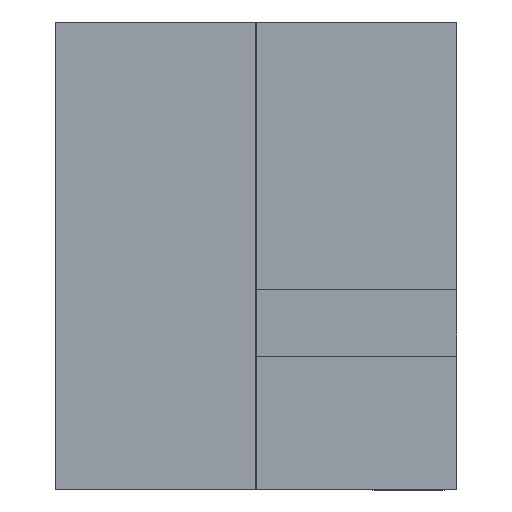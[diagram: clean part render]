
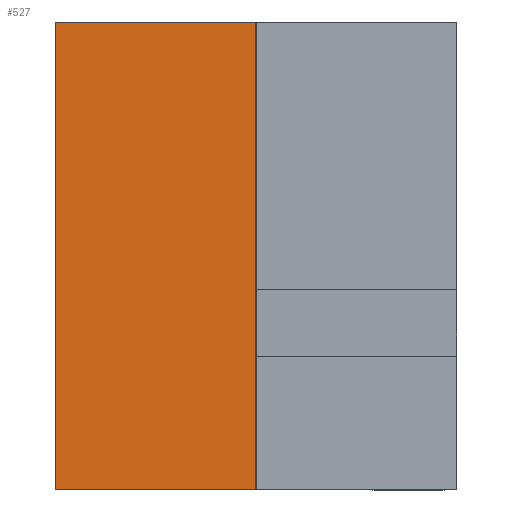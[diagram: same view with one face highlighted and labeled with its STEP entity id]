
A CAD part, left-side view. The second image highlights one B-rep face of the part: STEP entity #527.
In plain terms, the highlighted planar face has unit normal (-1, 0, 0).
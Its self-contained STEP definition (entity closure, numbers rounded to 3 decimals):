
#49 = CARTESIAN_POINT ( 'NONE',  ( -10.05, 6., -7. ) ) ;
#61 = DIRECTION ( 'NONE',  ( 0., 0., 1. ) ) ;
#80 = LINE ( 'NONE', #735, #888 ) ;
#137 = EDGE_CURVE ( 'NONE', #1108, #642, #1066, .T. ) ;
#177 = EDGE_CURVE ( 'NONE', #647, #1108, #243, .T. ) ;
#178 = ORIENTED_EDGE ( 'NONE', *, *, #137, .F. ) ;
#184 = CARTESIAN_POINT ( 'NONE',  ( -10.05, 6., -7. ) ) ;
#194 = DIRECTION ( 'NONE',  ( 0., -1., 0. ) ) ;
#202 = CARTESIAN_POINT ( 'NONE',  ( -10.05, 0., -7. ) ) ;
#235 = VECTOR ( 'NONE', #1104, 1000. ) ;
#243 = LINE ( 'NONE', #49, #1026 ) ;
#264 = EDGE_CURVE ( 'NONE', #867, #642, #80, .T. ) ;
#283 = ORIENTED_EDGE ( 'NONE', *, *, #802, .T. ) ;
#326 = FACE_OUTER_BOUND ( 'NONE', #1221, .T. ) ;
#340 = DIRECTION ( 'NONE',  ( 0., 0., 1. ) ) ;
#426 = PLANE ( 'NONE',  #819 ) ;
#502 = CARTESIAN_POINT ( 'NONE',  ( -10.05, 0., 7. ) ) ;
#508 = CARTESIAN_POINT ( 'NONE',  ( -10.05, 6., 7. ) ) ;
#527 = ADVANCED_FACE ( 'NONE', ( #326 ), #426, .F. ) ;
#535 = CARTESIAN_POINT ( 'NONE',  ( -10.05, 6., 7. ) ) ;
#574 = VECTOR ( 'NONE', #194, 1000. ) ;
#603 = ORIENTED_EDGE ( 'NONE', *, *, #177, .F. ) ;
#642 = VERTEX_POINT ( 'NONE', #502 ) ;
#647 = VERTEX_POINT ( 'NONE', #891 ) ;
#667 = LINE ( 'NONE', #184, #574 ) ;
#689 = ORIENTED_EDGE ( 'NONE', *, *, #264, .T. ) ;
#702 = CARTESIAN_POINT ( 'NONE',  ( -10.05, 6., -7. ) ) ;
#735 = CARTESIAN_POINT ( 'NONE',  ( -10.05, 0., -7. ) ) ;
#802 = EDGE_CURVE ( 'NONE', #647, #867, #667, .T. ) ;
#819 = AXIS2_PLACEMENT_3D ( 'NONE', #702, #1173, #1086 ) ;
#867 = VERTEX_POINT ( 'NONE', #202 ) ;
#888 = VECTOR ( 'NONE', #340, 1000. ) ;
#891 = CARTESIAN_POINT ( 'NONE',  ( -10.05, 6., -7. ) ) ;
#1026 = VECTOR ( 'NONE', #61, 1000. ) ;
#1066 = LINE ( 'NONE', #508, #235 ) ;
#1086 = DIRECTION ( 'NONE',  ( 0., 0., -1. ) ) ;
#1104 = DIRECTION ( 'NONE',  ( 0., -1., 0. ) ) ;
#1108 = VERTEX_POINT ( 'NONE', #535 ) ;
#1173 = DIRECTION ( 'NONE',  ( 1., 0., 0. ) ) ;
#1221 = EDGE_LOOP ( 'NONE', ( #689, #178, #603, #283 ) ) ;
